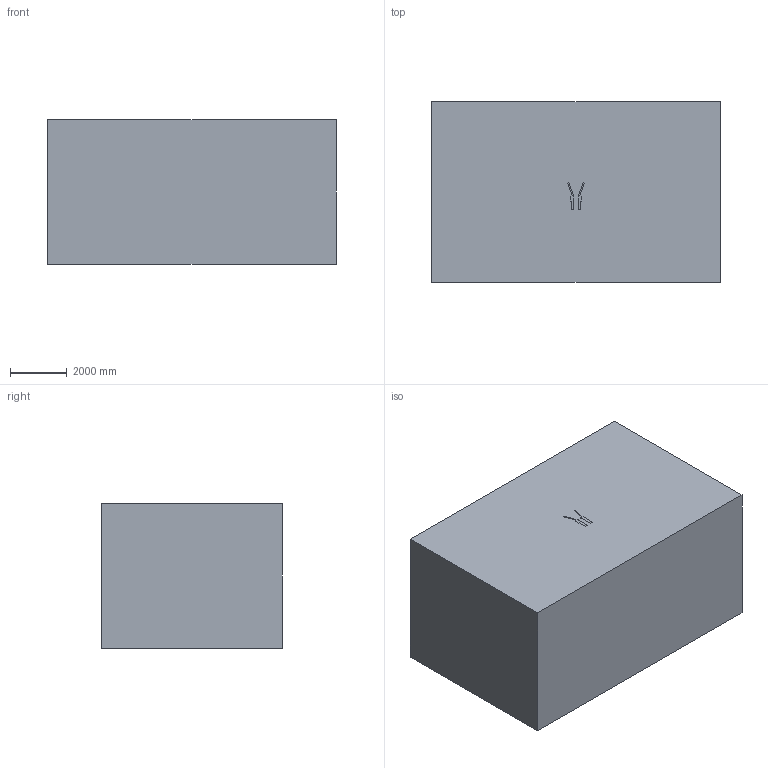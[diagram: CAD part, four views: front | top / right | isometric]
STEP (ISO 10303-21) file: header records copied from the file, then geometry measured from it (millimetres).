
FILE_DESCRIPTION (( 'STEP AP214' ), '1' );
FILE_NAME ('Conical_20_degree_ROUGH.STEP', '2023-04-04T18:58:41', ( '' ), ( '' ), 'SwSTEP 2.0', 'SolidWorks 2022', '' );
FILE_SCHEMA (( 'AUTOMOTIVE_DESIGN' ));
Length unit declared in the file: inch
Products named in the file (1): Conical_20_degree_ROUGH
Bounding box: 10160 x 6350 x 5080 mm (x, y, z)
Volume: 327741280000 mm3; surface area: 298979202.8 mm2
Topology: 2 solids, 2 shells, 36 faces, 94 edges, 62 vertices
Faces by surface type: cylinder 12, cone 12, plane 12
Entity records: 1173 total; most frequent: DIRECTION 204, CARTESIAN_POINT 193, ORIENTED_EDGE 188, EDGE_CURVE 94, AXIS2_PLACEMENT_3D 73, VERTEX_POINT 62, VECTOR 58, LINE 58
